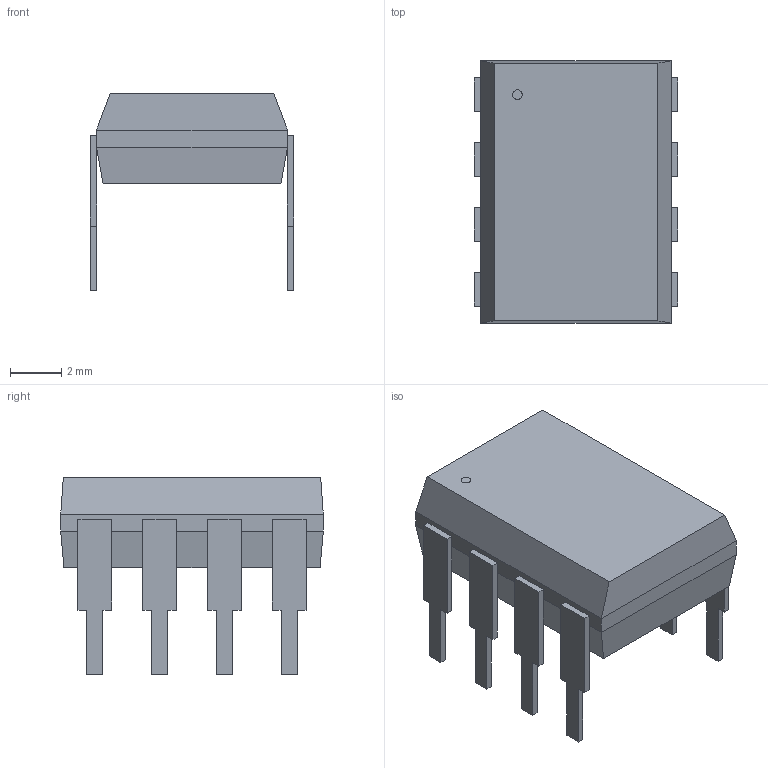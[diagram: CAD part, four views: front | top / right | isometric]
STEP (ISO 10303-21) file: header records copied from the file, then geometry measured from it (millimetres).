
FILE_DESCRIPTION(('FreeCAD Model'),'2;1');
FILE_NAME('Open CASCADE Shape Model','2022-07-30T19:51:30',( 'kicad StepUp'),('ksu MCAD'),'Open CASCADE STEP processor 7.5', 'FreeCAD','Unknown');
FILE_SCHEMA(('AUTOMOTIVE_DESIGN { 1 0 10303 214 1 1 1 1 }'));
Length unit declared in the file: millimetre
Products named in the file (11): part010; part; part001; part002; part003; part004; part005; part006; part007; part008; part009
Assembly tree (10 placements, depth 2):
  part010
    part
    part001
    part002
    part003
    part004
    part005
    part006
    part007
    part008
    part009
Bounding box: 7.99 x 10.29 x 7.75 mm (x, y, z)
Volume: 272.5 mm3; surface area: 391.9 mm2
Topology: 10 solids, 10 shells, 113 faces, 271 edges, 178 vertices
Faces by surface type: plane 112, cylinder 1
Full cylindrical faces by diameter (mm): 0.374 x1
Entity records: 3478 total; most frequent: CARTESIAN_POINT 574, ORIENTED_EDGE 542, DIRECTION 520, EDGE_CURVE 271, LINE 268, VECTOR 268, VERTEX_POINT 178, AXIS2_PLACEMENT_3D 126
